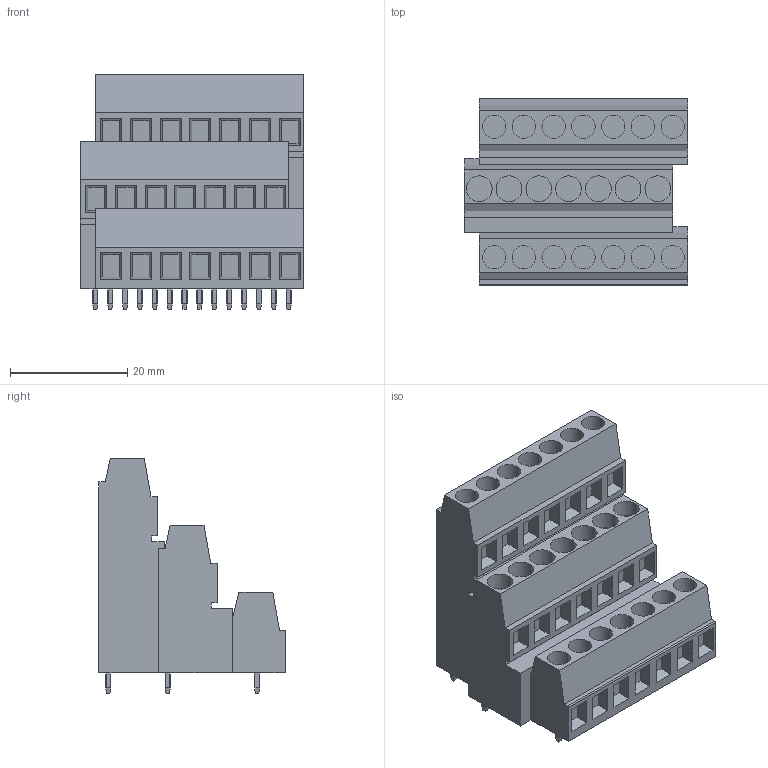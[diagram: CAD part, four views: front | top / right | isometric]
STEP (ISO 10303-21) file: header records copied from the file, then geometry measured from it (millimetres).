
FILE_DESCRIPTION(('CATIA V5 STEP','CAx-IF Rec.Pracs.--- Model Styling and Organization---1.2---2011-12-15'),'2;1');
FILE_NAME ('D1455750_0_1769670000_1769670000.stp','2018-09-08T04:27:00+00:00',('none'),('Weidmueller'),'CATIA Version 5-6 Release 2014','CATIA V5 STEP AP214','none');
FILE_SCHEMA(('AUTOMOTIVE_DESIGN { 1 0 10303 214 1 1 1 1 }'));
Length unit declared in the file: millimetre
Products named in the file (1): 1769670000
Bounding box: 38.1 x 31.8 x 40.1 mm (x, y, z)
Volume: 24589 mm3; surface area: 8610.3 mm2
Topology: 22 solids, 22 shells, 499 faces, 1239 edges, 826 vertices
Faces by surface type: plane 456, cylinder 43
Entity records: 13163 total; most frequent: CARTESIAN_POINT 2499, ORIENTED_EDGE 2478, DIRECTION 1601, EDGE_CURVE 1239, VECTOR 985, LINE 985, VERTEX_POINT 826, EDGE_LOOP 541
